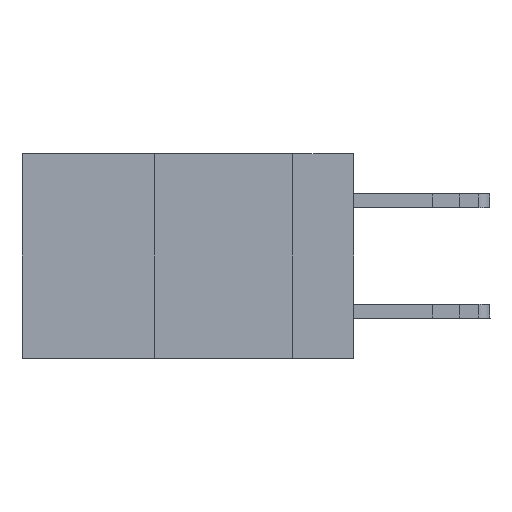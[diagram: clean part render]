
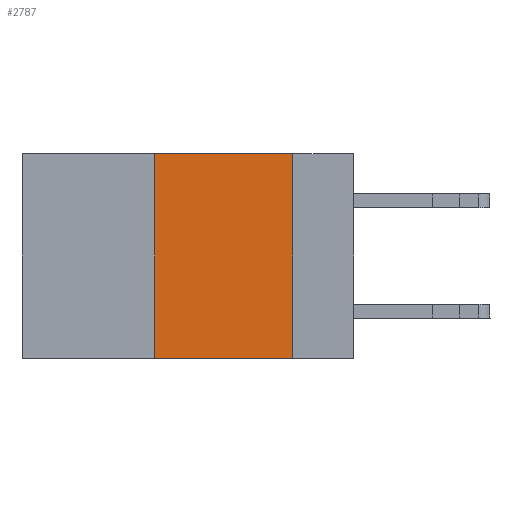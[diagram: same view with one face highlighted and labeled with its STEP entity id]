
A CAD part, left-side view. The second image highlights one B-rep face of the part: STEP entity #2787.
In plain terms, the highlighted planar face has unit normal (-1, 0, 0).
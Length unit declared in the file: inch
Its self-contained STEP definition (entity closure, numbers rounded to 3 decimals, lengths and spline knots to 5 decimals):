
#450 = ORIENTED_EDGE ( 'NONE', *, *, #8428, .F. ) ;
#1754 = VERTEX_POINT ( 'NONE', #25287 ) ;
#2787 = ADVANCED_FACE ( 'NONE', ( #13236 ), #13036, .F. ) ;
#2794 = LINE ( 'NONE', #12556, #26006 ) ;
#3530 = DIRECTION ( 'NONE',  ( 0., 0., 1. ) ) ;
#4077 = DIRECTION ( 'NONE',  ( 0., 0., -1. ) ) ;
#4462 = CARTESIAN_POINT ( 'NONE',  ( 0., 0.36, 0. ) ) ;
#4551 = CARTESIAN_POINT ( 'NONE',  ( 0., 0.6, 0. ) ) ;
#5016 = LINE ( 'NONE', #4551, #6410 ) ;
#5735 = VERTEX_POINT ( 'NONE', #24338 ) ;
#6410 = VECTOR ( 'NONE', #24700, 39.37008 ) ;
#8428 = EDGE_CURVE ( 'NONE', #20365, #5735, #5016, .T. ) ;
#8517 = DIRECTION ( 'NONE',  ( 1., 0., 0. ) ) ;
#9282 = CARTESIAN_POINT ( 'NONE',  ( 0., 0.11, 0. ) ) ;
#10238 = VECTOR ( 'NONE', #3530, 39.37008 ) ;
#12313 = CARTESIAN_POINT ( 'NONE',  ( 0., 0.36, -0.37 ) ) ;
#12398 = CARTESIAN_POINT ( 'NONE',  ( 0., 0.36, 0. ) ) ;
#12556 = CARTESIAN_POINT ( 'NONE',  ( 0., 0.6, -0.37 ) ) ;
#13036 = PLANE ( 'NONE',  #16169 ) ;
#13236 = FACE_OUTER_BOUND ( 'NONE', #13393, .T. ) ;
#13393 = EDGE_LOOP ( 'NONE', ( #24061, #450, #24727, #15656 ) ) ;
#15545 = DIRECTION ( 'NONE',  ( 0., 0., -1. ) ) ;
#15656 = ORIENTED_EDGE ( 'NONE', *, *, #26656, .T. ) ;
#16169 = AXIS2_PLACEMENT_3D ( 'NONE', #24137, #8517, #4077 ) ;
#20365 = VERTEX_POINT ( 'NONE', #4462 ) ;
#21572 = DIRECTION ( 'NONE',  ( 0., -1., 0. ) ) ;
#22448 = EDGE_CURVE ( 'NONE', #25086, #20365, #28865, .T. ) ;
#24061 = ORIENTED_EDGE ( 'NONE', *, *, #27518, .F. ) ;
#24137 = CARTESIAN_POINT ( 'NONE',  ( 0., 0.6, 0. ) ) ;
#24338 = CARTESIAN_POINT ( 'NONE',  ( 0., 0.11, 0. ) ) ;
#24700 = DIRECTION ( 'NONE',  ( 0., -1., 0. ) ) ;
#24727 = ORIENTED_EDGE ( 'NONE', *, *, #22448, .F. ) ;
#25086 = VERTEX_POINT ( 'NONE', #12313 ) ;
#25287 = CARTESIAN_POINT ( 'NONE',  ( 0., 0.11, -0.37 ) ) ;
#25683 = LINE ( 'NONE', #9282, #28100 ) ;
#26006 = VECTOR ( 'NONE', #21572, 39.37008 ) ;
#26656 = EDGE_CURVE ( 'NONE', #25086, #1754, #2794, .T. ) ;
#27518 = EDGE_CURVE ( 'NONE', #5735, #1754, #25683, .T. ) ;
#28100 = VECTOR ( 'NONE', #15545, 39.37008 ) ;
#28865 = LINE ( 'NONE', #12398, #10238 ) ;
